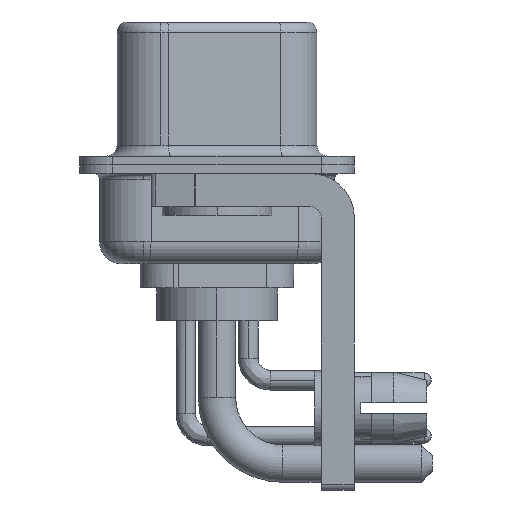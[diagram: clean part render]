
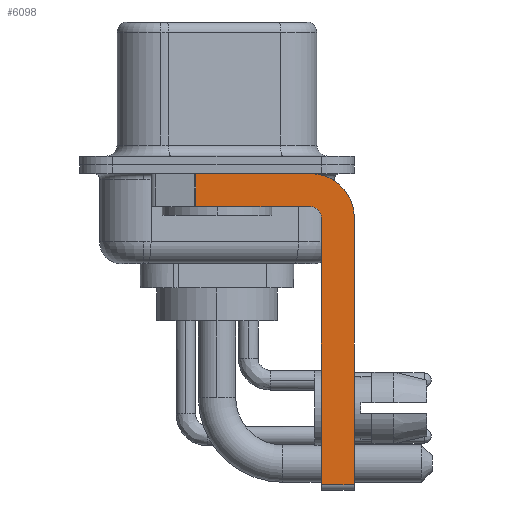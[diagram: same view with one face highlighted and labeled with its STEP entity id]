
A CAD part, left-side view. The second image highlights one B-rep face of the part: STEP entity #6098.
In plain terms, the highlighted planar face has unit normal (-1, 0, 0).
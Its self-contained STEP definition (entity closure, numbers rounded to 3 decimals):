
#128 = CARTESIAN_POINT ( 'NONE',  ( -2.9, 0.978, -1.9 ) ) ;
#211 = EDGE_CURVE ( 'NONE', #2126, #15228, #24488, .T. ) ;
#1133 = EDGE_CURVE ( 'NONE', #3475, #16373, #12893, .T. ) ;
#1212 = VERTEX_POINT ( 'NONE', #3940 ) ;
#2126 = VERTEX_POINT ( 'NONE', #7938 ) ;
#3475 = VERTEX_POINT ( 'NONE', #19231 ) ;
#3535 = CARTESIAN_POINT ( 'NONE',  ( -2.9, -4.25, -2.4 ) ) ;
#3668 = DIRECTION ( 'NONE',  ( 1., 0., 0. ) ) ;
#3940 = CARTESIAN_POINT ( 'NONE',  ( -2.9, 0.978, -0.4 ) ) ;
#4045 = CARTESIAN_POINT ( 'NONE',  ( -2.9, 0.978, -1.9 ) ) ;
#4205 = EDGE_CURVE ( 'NONE', #16373, #11495, #23720, .T. ) ;
#5245 = CARTESIAN_POINT ( 'NONE',  ( -2.9, -4.25, -1.9 ) ) ;
#5486 = CARTESIAN_POINT ( 'NONE',  ( -2.9, 3., -0.4 ) ) ;
#5574 = EDGE_CURVE ( 'NONE', #3475, #13227, #6491, .T. ) ;
#5892 = FACE_OUTER_BOUND ( 'NONE', #6768, .T. ) ;
#6098 = ADVANCED_FACE ( 'NONE', ( #5892 ), #7341, .F. ) ;
#6109 = CARTESIAN_POINT ( 'NONE',  ( -2.9, -4.75, -2.4 ) ) ;
#6491 = LINE ( 'NONE', #12402, #14975 ) ;
#6707 = DIRECTION ( 'NONE',  ( 0., 1., 0. ) ) ;
#6768 = EDGE_LOOP ( 'NONE', ( #22080, #15403, #19349, #8964, #24274, #24485, #15681, #15194 ) ) ;
#6780 = CARTESIAN_POINT ( 'NONE',  ( -2.9, -6.25, -2.4 ) ) ;
#7307 = DIRECTION ( 'NONE',  ( 0., 0., -1. ) ) ;
#7341 = PLANE ( 'NONE',  #24636 ) ;
#7938 = CARTESIAN_POINT ( 'NONE',  ( -2.9, -4.25, -0.4 ) ) ;
#8889 = DIRECTION ( 'NONE',  ( 0., 0., -1. ) ) ;
#8964 = ORIENTED_EDGE ( 'NONE', *, *, #4205, .F. ) ;
#9547 = EDGE_CURVE ( 'NONE', #1212, #2126, #17300, .T. ) ;
#10153 = CARTESIAN_POINT ( 'NONE',  ( -2.9, -4.25, -2.4 ) ) ;
#10628 = VERTEX_POINT ( 'NONE', #128 ) ;
#10929 = VECTOR ( 'NONE', #8889, 1000. ) ;
#10972 = LINE ( 'NONE', #6780, #10929 ) ;
#11289 = VECTOR ( 'NONE', #21896, 1000. ) ;
#11495 = VERTEX_POINT ( 'NONE', #18054 ) ;
#11540 = AXIS2_PLACEMENT_3D ( 'NONE', #10153, #20131, #24199 ) ;
#11973 = EDGE_CURVE ( 'NONE', #11495, #10628, #19171, .T. ) ;
#12402 = CARTESIAN_POINT ( 'NONE',  ( -2.9, -4.25, -14.55 ) ) ;
#12761 = DIRECTION ( 'NONE',  ( 0., 0., 1. ) ) ;
#12893 = LINE ( 'NONE', #22741, #25784 ) ;
#13227 = VERTEX_POINT ( 'NONE', #21958 ) ;
#14270 = VECTOR ( 'NONE', #25851, 1000. ) ;
#14975 = VECTOR ( 'NONE', #18697, 1000. ) ;
#15194 = ORIENTED_EDGE ( 'NONE', *, *, #211, .F. ) ;
#15228 = VERTEX_POINT ( 'NONE', #24280 ) ;
#15403 = ORIENTED_EDGE ( 'NONE', *, *, #21281, .T. ) ;
#15681 = ORIENTED_EDGE ( 'NONE', *, *, #21572, .F. ) ;
#15746 = DIRECTION ( 'NONE',  ( 0., 0., -1. ) ) ;
#16373 = VERTEX_POINT ( 'NONE', #6109 ) ;
#16763 = DIRECTION ( 'NONE',  ( 1., 0., 0. ) ) ;
#17300 = LINE ( 'NONE', #5486, #11289 ) ;
#17771 = AXIS2_PLACEMENT_3D ( 'NONE', #20967, #16763, #7307 ) ;
#18054 = CARTESIAN_POINT ( 'NONE',  ( -2.9, -4.25, -1.9 ) ) ;
#18697 = DIRECTION ( 'NONE',  ( 0., -1., 0. ) ) ;
#19171 = LINE ( 'NONE', #5245, #20630 ) ;
#19231 = CARTESIAN_POINT ( 'NONE',  ( -2.9, -4.75, -14.55 ) ) ;
#19349 = ORIENTED_EDGE ( 'NONE', *, *, #11973, .F. ) ;
#20131 = DIRECTION ( 'NONE',  ( -1., 0., 0. ) ) ;
#20630 = VECTOR ( 'NONE', #6707, 1000. ) ;
#20967 = CARTESIAN_POINT ( 'NONE',  ( -2.9, -4.25, -2.4 ) ) ;
#21281 = EDGE_CURVE ( 'NONE', #1212, #10628, #25979, .T. ) ;
#21572 = EDGE_CURVE ( 'NONE', #15228, #13227, #10972, .T. ) ;
#21896 = DIRECTION ( 'NONE',  ( 0., -1., 0. ) ) ;
#21958 = CARTESIAN_POINT ( 'NONE',  ( -2.9, -6.25, -14.55 ) ) ;
#22080 = ORIENTED_EDGE ( 'NONE', *, *, #9547, .F. ) ;
#22741 = CARTESIAN_POINT ( 'NONE',  ( -2.9, -4.75, -14.8 ) ) ;
#23720 = CIRCLE ( 'NONE', #11540, 0.5 ) ;
#24199 = DIRECTION ( 'NONE',  ( 0., 0., 1. ) ) ;
#24274 = ORIENTED_EDGE ( 'NONE', *, *, #1133, .F. ) ;
#24280 = CARTESIAN_POINT ( 'NONE',  ( -2.9, -6.25, -2.4 ) ) ;
#24485 = ORIENTED_EDGE ( 'NONE', *, *, #5574, .T. ) ;
#24488 = CIRCLE ( 'NONE', #17771, 2. ) ;
#24636 = AXIS2_PLACEMENT_3D ( 'NONE', #3535, #3668, #15746 ) ;
#25784 = VECTOR ( 'NONE', #12761, 1000. ) ;
#25851 = DIRECTION ( 'NONE',  ( 0., 0., -1. ) ) ;
#25979 = LINE ( 'NONE', #4045, #14270 ) ;
